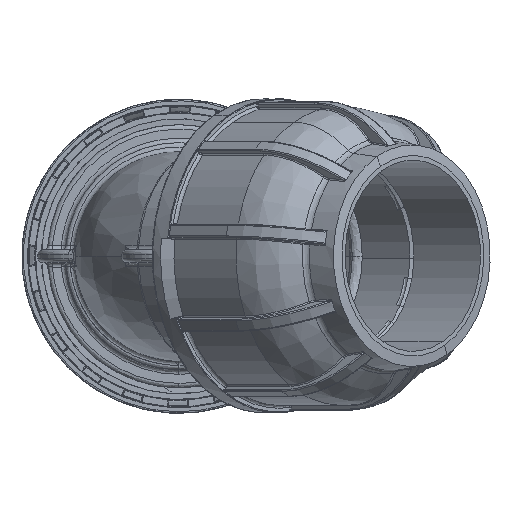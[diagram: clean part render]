
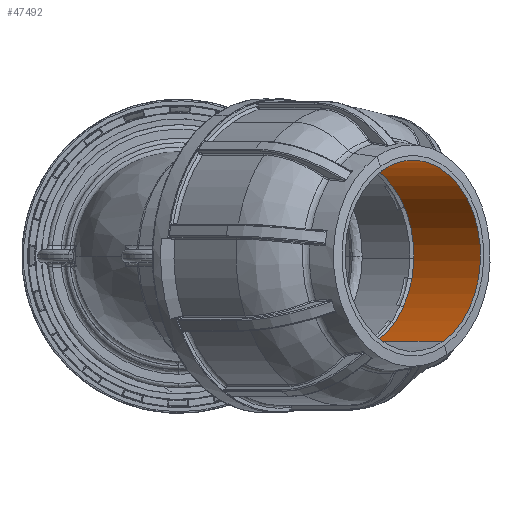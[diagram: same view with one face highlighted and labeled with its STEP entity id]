
A CAD part, left-side view. The second image highlights one B-rep face of the part: STEP entity #47492.
In plain terms, the highlighted cylindrical face has radius 32 mm (diameter 64 mm), a partial arc.
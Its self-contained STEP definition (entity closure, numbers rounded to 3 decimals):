
#186 = ORIENTED_EDGE ( 'NONE', *, *, #61551, .T. ) ;
#3743 = CARTESIAN_POINT ( 'NONE',  ( -134.43, -45.768, 28.761 ) ) ;
#7955 = DIRECTION ( 'NONE',  ( -0.318, 0.318, 0.893 ) ) ;
#10860 = CIRCLE ( 'NONE', #54239, 32. ) ;
#11640 = EDGE_CURVE ( 'NONE', #62993, #18019, #10860, .T. ) ;
#13066 = CARTESIAN_POINT ( 'NONE',  ( -124.26, -55.938, 0.176 ) ) ;
#15067 = DIRECTION ( 'NONE',  ( 0.707, 0.707, 0. ) ) ;
#15405 = CARTESIAN_POINT ( 'NONE',  ( -146.534, -78.212, 0.176 ) ) ;
#15699 = LINE ( 'NONE', #36263, #30220 ) ;
#18019 = VERTEX_POINT ( 'NONE', #28579 ) ;
#19945 = DIRECTION ( 'NONE',  ( -0.318, 0.318, 0.893 ) ) ;
#22245 = AXIS2_PLACEMENT_3D ( 'NONE', #15405, #30335, #54154 ) ;
#22277 = VERTEX_POINT ( 'NONE', #37960 ) ;
#23275 = ORIENTED_EDGE ( 'NONE', *, *, #25832, .T. ) ;
#23720 = AXIS2_PLACEMENT_3D ( 'NONE', #44198, #15067, #19945 ) ;
#24256 = FACE_OUTER_BOUND ( 'NONE', #32639, .T. ) ;
#25832 = EDGE_CURVE ( 'NONE', #22277, #29973, #53259, .T. ) ;
#28382 = EDGE_CURVE ( 'NONE', #18019, #29973, #32659, .T. ) ;
#28579 = CARTESIAN_POINT ( 'NONE',  ( -114.09, -66.108, -28.41 ) ) ;
#29973 = VERTEX_POINT ( 'NONE', #46891 ) ;
#30220 = VECTOR ( 'NONE', #55410, 1000. ) ;
#30335 = DIRECTION ( 'NONE',  ( -0.707, -0.707, 0. ) ) ;
#31829 = DIRECTION ( 'NONE',  ( -0.707, -0.707, 0. ) ) ;
#32639 = EDGE_LOOP ( 'NONE', ( #39775, #46386, #186, #23275 ) ) ;
#32659 = LINE ( 'NONE', #46257, #49394 ) ;
#36263 = CARTESIAN_POINT ( 'NONE',  ( -156.704, -68.042, 28.761 ) ) ;
#37960 = CARTESIAN_POINT ( 'NONE',  ( -156.704, -68.042, 28.761 ) ) ;
#39775 = ORIENTED_EDGE ( 'NONE', *, *, #28382, .F. ) ;
#40235 = CYLINDRICAL_SURFACE ( 'NONE', #22245, 32. ) ;
#44198 = CARTESIAN_POINT ( 'NONE',  ( -146.534, -78.212, 0.176 ) ) ;
#46257 = CARTESIAN_POINT ( 'NONE',  ( -136.364, -88.382, -28.41 ) ) ;
#46386 = ORIENTED_EDGE ( 'NONE', *, *, #11640, .F. ) ;
#46709 = DIRECTION ( 'NONE',  ( 0.707, 0.707, 0. ) ) ;
#46891 = CARTESIAN_POINT ( 'NONE',  ( -136.364, -88.382, -28.41 ) ) ;
#47492 = ADVANCED_FACE ( 'NONE', ( #24256 ), #40235, .T. ) ;
#49394 = VECTOR ( 'NONE', #31829, 1000. ) ;
#53259 = CIRCLE ( 'NONE', #23720, 32. ) ;
#54154 = DIRECTION ( 'NONE',  ( -0.318, 0.318, 0.893 ) ) ;
#54239 = AXIS2_PLACEMENT_3D ( 'NONE', #13066, #46709, #7955 ) ;
#55410 = DIRECTION ( 'NONE',  ( -0.707, -0.707, 0. ) ) ;
#61551 = EDGE_CURVE ( 'NONE', #62993, #22277, #15699, .T. ) ;
#62993 = VERTEX_POINT ( 'NONE', #3743 ) ;
